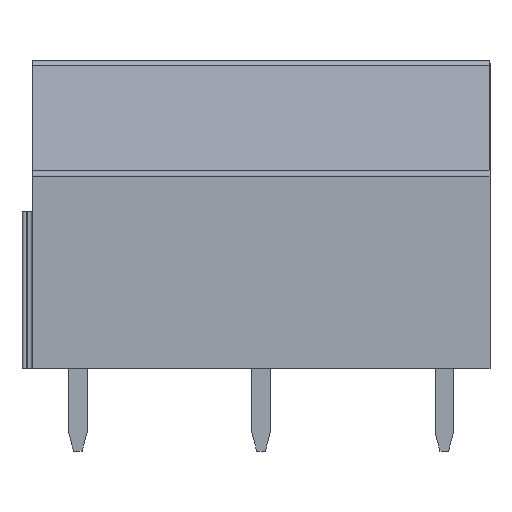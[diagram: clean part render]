
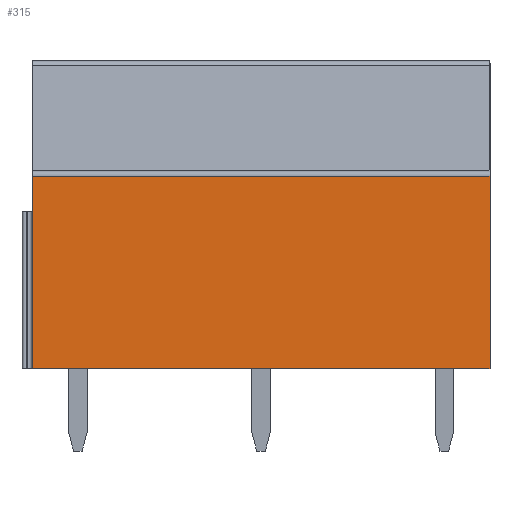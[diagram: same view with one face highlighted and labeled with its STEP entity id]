
A CAD part, front view. The second image highlights one B-rep face of the part: STEP entity #315.
In plain terms, the highlighted planar face has unit normal (0, -1, 0).
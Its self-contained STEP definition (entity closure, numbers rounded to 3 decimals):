
#315 = ADVANCED_FACE( '', ( #782 ), #783, .T. );
#782 = FACE_OUTER_BOUND( '', #1429, .T. );
#783 = PLANE( '', #1430 );
#1429 = EDGE_LOOP( '', ( #2333, #2334, #2335, #2336 ) );
#1430 = AXIS2_PLACEMENT_3D( '', #2337, #2338, #2339 );
#2333 = ORIENTED_EDGE( '', *, *, #3804, .T. );
#2334 = ORIENTED_EDGE( '', *, *, #3954, .T. );
#2335 = ORIENTED_EDGE( '', *, *, #3955, .T. );
#2336 = ORIENTED_EDGE( '', *, *, #3956, .T. );
#2337 = CARTESIAN_POINT( '', ( 222.987, 62.148, 5.1 ) );
#2338 = DIRECTION( '', ( 0., -1., 0. ) );
#2339 = DIRECTION( '', ( 0., 0., 1. ) );
#3804 = EDGE_CURVE( '', #4572, #4570, #4573, .T. );
#3954 = EDGE_CURVE( '', #4570, #4831, #4832, .T. );
#3955 = EDGE_CURVE( '', #4831, #4833, #4834, .T. );
#3956 = EDGE_CURVE( '', #4833, #4572, #4835, .T. );
#4570 = VERTEX_POINT( '', #5665 );
#4572 = VERTEX_POINT( '', #5667 );
#4573 = LINE( '', #5668, #5669 );
#4831 = VERTEX_POINT( '', #6021 );
#4832 = LINE( '', #6022, #6023 );
#4833 = VERTEX_POINT( '', #6024 );
#4834 = LINE( '', #6025, #6026 );
#4835 = LINE( '', #6027, #6028 );
#5665 = CARTESIAN_POINT( '', ( 204.737, 62.148, 10.5 ) );
#5667 = CARTESIAN_POINT( '', ( 229.737, 62.148, 10.5 ) );
#5668 = CARTESIAN_POINT( '', ( 234.737, 62.148, 10.5 ) );
#5669 = VECTOR( '', #6965, 1000. );
#6021 = CARTESIAN_POINT( '', ( 204.737, 62.148, 0. ) );
#6022 = CARTESIAN_POINT( '', ( 204.737, 62.148, 5.1 ) );
#6023 = VECTOR( '', #7135, 1000. );
#6024 = CARTESIAN_POINT( '', ( 229.737, 62.148, 0. ) );
#6025 = CARTESIAN_POINT( '', ( 219.737, 62.148, 0. ) );
#6026 = VECTOR( '', #7136, 1000. );
#6027 = CARTESIAN_POINT( '', ( 229.737, 62.148, 5.1 ) );
#6028 = VECTOR( '', #7137, 1000. );
#6965 = DIRECTION( '', ( -1., 0., 0. ) );
#7135 = DIRECTION( '', ( 0., 0., -1. ) );
#7136 = DIRECTION( '', ( 1., 0., 0. ) );
#7137 = DIRECTION( '', ( 0., 0., 1. ) );
